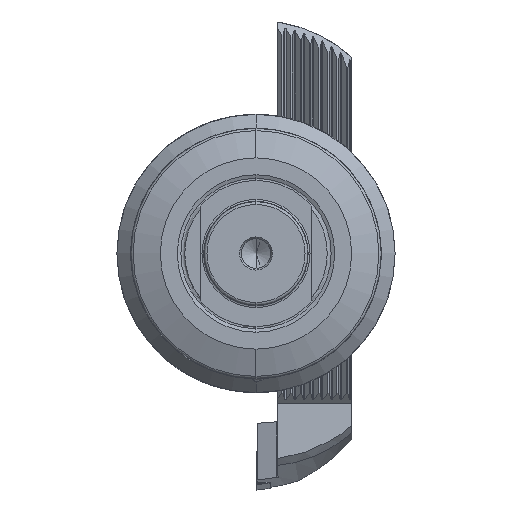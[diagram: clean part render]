
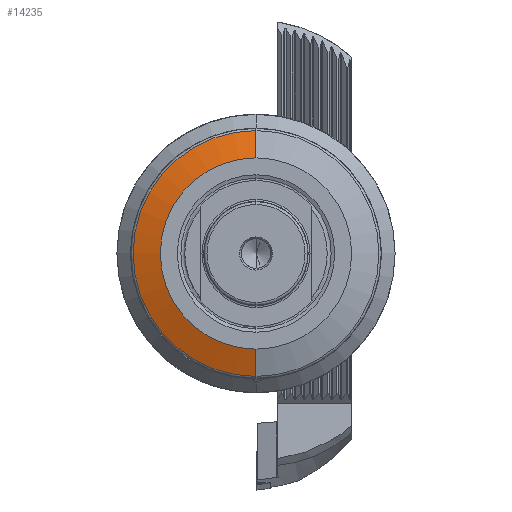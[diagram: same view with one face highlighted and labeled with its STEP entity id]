
A CAD part, left-side view. The second image highlights one B-rep face of the part: STEP entity #14235.
In plain terms, the highlighted conical face has half-angle 70 degrees and reference radius 35.342 mm.
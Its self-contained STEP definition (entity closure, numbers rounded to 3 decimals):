
#2505 = DIRECTION ( 'NONE',  ( 0., 0., -1. ) ) ;
#2506 = DIRECTION ( 'NONE',  ( 1., 0., 0. ) ) ;
#2509 = CARTESIAN_POINT ( 'NONE',  ( 32.854, 0., 0. ) ) ;
#14235 = ADVANCED_FACE ( 'NONE', ( #52092 ), #52096, .T. ) ;
#15239 = VERTEX_POINT ( 'NONE', #37225 ) ;
#15250 = VERTEX_POINT ( 'NONE', #37236 ) ;
#15251 = VERTEX_POINT ( 'NONE', #37237 ) ;
#15252 = VERTEX_POINT ( 'NONE', #37238 ) ;
#16742 = ORIENTED_EDGE ( 'NONE', *, *, #17883, .F. ) ;
#16743 = ORIENTED_EDGE ( 'NONE', *, *, #17884, .T. ) ;
#16744 = ORIENTED_EDGE ( 'NONE', *, *, #17881, .T. ) ;
#16745 = ORIENTED_EDGE ( 'NONE', *, *, #17885, .F. ) ;
#17372 = EDGE_LOOP ( 'NONE', ( #16742, #16743, #16744, #16745 ) ) ;
#17881 = EDGE_CURVE ( 'NONE', #15250, #15251, #38612, .T. ) ;
#17883 = EDGE_CURVE ( 'NONE', #15239, #15252, #38615, .T. ) ;
#17884 = EDGE_CURVE ( 'NONE', #15239, #15250, #38617, .T. ) ;
#17885 = EDGE_CURVE ( 'NONE', #15252, #15251, #38620, .T. ) ;
#26232 = AXIS2_PLACEMENT_3D ( 'NONE', #41145, #41146, #41147 ) ;
#26236 = AXIS2_PLACEMENT_3D ( 'NONE', #41152, #41153, #41154 ) ;
#37225 = CARTESIAN_POINT ( 'NONE',  ( 30., 0., 27.5 ) ) ;
#37236 = CARTESIAN_POINT ( 'NONE',  ( 32.854, 0., 35.342 ) ) ;
#37237 = CARTESIAN_POINT ( 'NONE',  ( 32.854, 0., -35.342 ) ) ;
#37238 = CARTESIAN_POINT ( 'NONE',  ( 30., 0., -27.5 ) ) ;
#38612 = CIRCLE ( 'NONE', #26232, 35.342 ) ;
#38615 = CIRCLE ( 'NONE', #26236, 27.5 ) ;
#38617 = LINE ( 'NONE', #41151, #38622 ) ;
#38620 = LINE ( 'NONE', #41155, #38627 ) ;
#38622 = VECTOR ( 'NONE', #41141, 1000. ) ;
#38627 = VECTOR ( 'NONE', #41157, 1000. ) ;
#41141 = DIRECTION ( 'NONE',  ( 0.342, 0., 0.94 ) ) ;
#41145 = CARTESIAN_POINT ( 'NONE',  ( 32.854, 0., 0. ) ) ;
#41146 = DIRECTION ( 'NONE',  ( -1., 0., 0. ) ) ;
#41147 = DIRECTION ( 'NONE',  ( 0., 0., 1. ) ) ;
#41151 = CARTESIAN_POINT ( 'NONE',  ( 32.854, 0., 35.342 ) ) ;
#41152 = CARTESIAN_POINT ( 'NONE',  ( 30., 0., 0. ) ) ;
#41153 = DIRECTION ( 'NONE',  ( -1., 0., 0. ) ) ;
#41154 = DIRECTION ( 'NONE',  ( 0., 0., 1. ) ) ;
#41155 = CARTESIAN_POINT ( 'NONE',  ( 32.854, 0., -35.342 ) ) ;
#41157 = DIRECTION ( 'NONE',  ( 0.342, 0., -0.94 ) ) ;
#52092 = FACE_OUTER_BOUND ( 'NONE', #17372, .T. ) ;
#52096 = CONICAL_SURFACE ( 'NONE', #55038, 35.342, 1.222 ) ;
#55038 = AXIS2_PLACEMENT_3D ( 'NONE', #2509, #2506, #2505 ) ;
